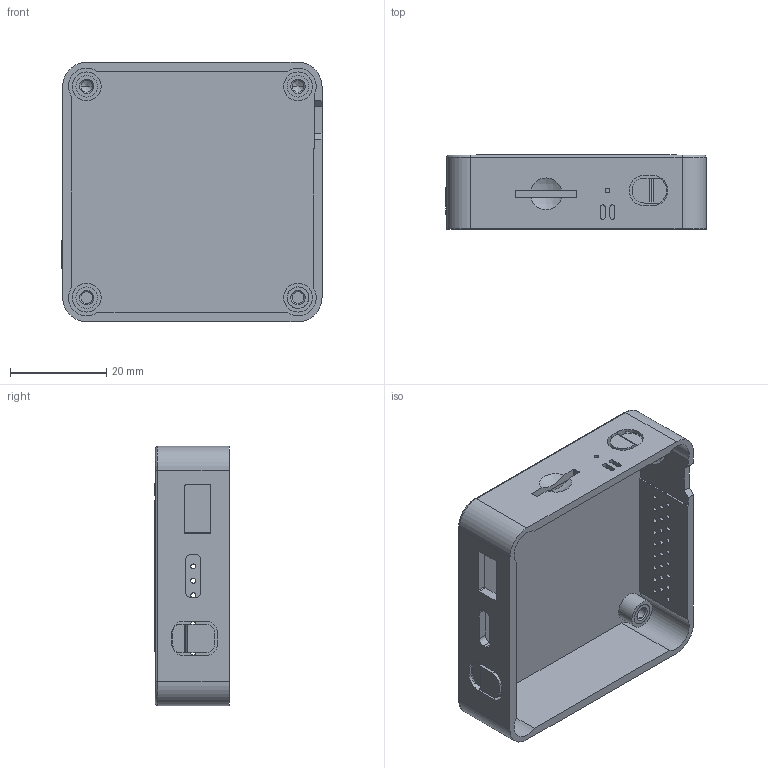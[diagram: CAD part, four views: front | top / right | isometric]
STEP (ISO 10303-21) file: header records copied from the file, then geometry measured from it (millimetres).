
FILE_DESCRIPTION (( 'STEP AP203' ), '1' );
FILE_NAME ('M5Stack_Core2(2)^M5Stack_Core2.STEP', '2024-09-04T09:31:47', ( '' ), ( '' ), 'SwSTEP 2.0', 'SolidWorks 2022', '' );
FILE_SCHEMA (( 'CONFIG_CONTROL_DESIGN' ));
Length unit declared in the file: millimetre
Products named in the file (11): M5Stack_Core2-prt10^M5Stack_Core2(2)_M5Stack_Core2; M5Stack_Core2(2)^M5Stack_Core2; M5Stack_Core2-prt1^M5Stack_Core2(2)_M5Stack_Core2; M5Stack_Core2-prt12^M5Stack_Core2(2)_M5Stack_Core2; M5Stack_Core2-prt9^M5Stack_Core2(2)_M5Stack_Core2; M5Stack_Core2-prt8^M5Stack_Core2(2)_M5Stack_Core2; M5Stack_Core2-prt0^M5Stack_Core2(2)_M5Stack_Core2; M5Stack_Core2-prt13^M5Stack_Core2(2)_M5Stack_Core2; M5Stack_Core2-prt11^M5Stack_Core2(2)_M5Stack_Core2; M5Stack_Core2-prt3^M5Stack_Core2(2)_M5Stack_Core2; M5Stack_Core2-prt2^M5Stack_Core2(2)_M5Stack_Core2
Assembly tree (10 placements, depth 2):
  M5Stack_Core2(2)^M5Stack_Core2
    M5Stack_Core2-prt0^M5Stack_Core2(2)_M5Stack_Core2
    M5Stack_Core2-prt1^M5Stack_Core2(2)_M5Stack_Core2
    M5Stack_Core2-prt2^M5Stack_Core2(2)_M5Stack_Core2
    M5Stack_Core2-prt3^M5Stack_Core2(2)_M5Stack_Core2
    M5Stack_Core2-prt8^M5Stack_Core2(2)_M5Stack_Core2
    M5Stack_Core2-prt9^M5Stack_Core2(2)_M5Stack_Core2
    M5Stack_Core2-prt10^M5Stack_Core2(2)_M5Stack_Core2
    M5Stack_Core2-prt11^M5Stack_Core2(2)_M5Stack_Core2
    M5Stack_Core2-prt12^M5Stack_Core2(2)_M5Stack_Core2
    M5Stack_Core2-prt13^M5Stack_Core2(2)_M5Stack_Core2
Bounding box: 54.15 x 15.5 x 54 mm (x, y, z)
Volume: 9241.8 mm3; surface area: 21138.1 mm2
Topology: 10 solids, 10 shells, 356 faces, 892 edges, 562 vertices
Faces by surface type: cylinder 182, plane 113, bspline 59, sphere 2
Entity records: 12133 total; most frequent: CARTESIAN_POINT 2653, ORIENTED_EDGE 1776, DIRECTION 1719, EDGE_CURVE 888, AXIS2_PLACEMENT_3D 707, VERTEX_POINT 562, EDGE_LOOP 452, CIRCLE 397
